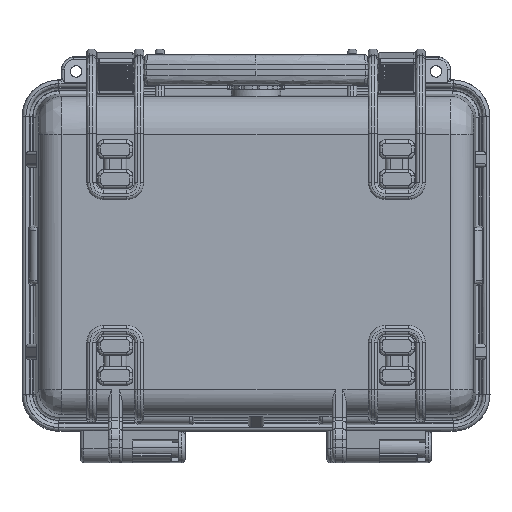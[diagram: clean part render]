
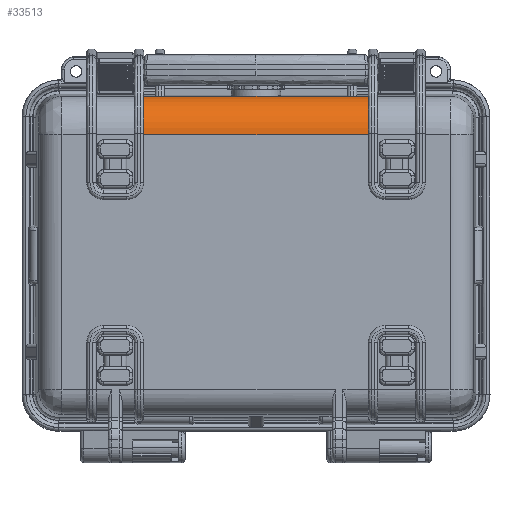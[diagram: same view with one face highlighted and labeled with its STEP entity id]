
A CAD part, front view. The second image highlights one B-rep face of the part: STEP entity #33513.
In plain terms, the highlighted cylindrical face has radius 25 mm (diameter 50 mm), a partial arc.
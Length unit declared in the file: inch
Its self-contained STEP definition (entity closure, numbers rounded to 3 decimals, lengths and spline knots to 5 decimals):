
#1138 = CARTESIAN_POINT ( 'NONE',  ( 0.35827, 0., -1.27207 ) ) ;
#1908 = EDGE_CURVE ( 'NONE', #43622, #28011, #37255, .T. ) ;
#4198 = AXIS2_PLACEMENT_3D ( 'NONE', #60109, #21874, #15442 ) ;
#5773 = AXIS2_PLACEMENT_3D ( 'NONE', #71766, #33615, #78189 ) ;
#11689 = CIRCLE ( 'NONE', #5773, 0.98425 ) ;
#12182 = DIRECTION ( 'NONE',  ( 1., 0., 0. ) ) ;
#15442 = DIRECTION ( 'NONE',  ( 0., 0., -1. ) ) ;
#18228 = EDGE_LOOP ( 'NONE', ( #65855, #80685, #39847, #28086 ) ) ;
#19587 = VECTOR ( 'NONE', #77555, 39.37008 ) ;
#20279 = VECTOR ( 'NONE', #51109, 39.37008 ) ;
#21874 = DIRECTION ( 'NONE',  ( 1., 0., 0. ) ) ;
#22826 = EDGE_CURVE ( 'NONE', #76427, #28011, #11689, .T. ) ;
#25813 = CARTESIAN_POINT ( 'NONE',  ( 8.8937, 0.95849, -0.28816 ) ) ;
#28011 = VERTEX_POINT ( 'NONE', #25813 ) ;
#28086 = ORIENTED_EDGE ( 'NONE', *, *, #1908, .F. ) ;
#28801 = FACE_OUTER_BOUND ( 'NONE', #18228, .T. ) ;
#33381 = CARTESIAN_POINT ( 'NONE',  ( 8.8937, 0., -1.27207 ) ) ;
#33513 = ADVANCED_FACE ( 'NONE', ( #28801 ), #60767, .T. ) ;
#33615 = DIRECTION ( 'NONE',  ( -1., 0., 0. ) ) ;
#35261 = EDGE_CURVE ( 'NONE', #81409, #76427, #53595, .T. ) ;
#37255 = LINE ( 'NONE', #38243, #20279 ) ;
#38243 = CARTESIAN_POINT ( 'NONE',  ( 0.35827, 0.95849, -0.28816 ) ) ;
#38495 = CARTESIAN_POINT ( 'NONE',  ( 3.12205, 0., -1.27207 ) ) ;
#39847 = ORIENTED_EDGE ( 'NONE', *, *, #22826, .T. ) ;
#43622 = VERTEX_POINT ( 'NONE', #58086 ) ;
#50431 = CARTESIAN_POINT ( 'NONE',  ( 3.12205, 0.98425, -1.27207 ) ) ;
#51109 = DIRECTION ( 'NONE',  ( 1., 0., 0. ) ) ;
#53580 = CIRCLE ( 'NONE', #79175, 0.98425 ) ;
#53595 = LINE ( 'NONE', #1138, #19587 ) ;
#56840 = DIRECTION ( 'NONE',  ( 0., 0., -1. ) ) ;
#58086 = CARTESIAN_POINT ( 'NONE',  ( 3.12205, 0.95849, -0.28816 ) ) ;
#60109 = CARTESIAN_POINT ( 'NONE',  ( 0.35827, 0.98425, -1.27207 ) ) ;
#60767 = CYLINDRICAL_SURFACE ( 'NONE', #4198, 0.98425 ) ;
#65855 = ORIENTED_EDGE ( 'NONE', *, *, #70293, .T. ) ;
#70293 = EDGE_CURVE ( 'NONE', #43622, #81409, #53580, .T. ) ;
#71766 = CARTESIAN_POINT ( 'NONE',  ( 8.8937, 0.98425, -1.27207 ) ) ;
#76427 = VERTEX_POINT ( 'NONE', #33381 ) ;
#77555 = DIRECTION ( 'NONE',  ( 1., 0., 0. ) ) ;
#78189 = DIRECTION ( 'NONE',  ( 0., 0., -1. ) ) ;
#79175 = AXIS2_PLACEMENT_3D ( 'NONE', #50431, #12182, #56840 ) ;
#80685 = ORIENTED_EDGE ( 'NONE', *, *, #35261, .T. ) ;
#81409 = VERTEX_POINT ( 'NONE', #38495 ) ;
